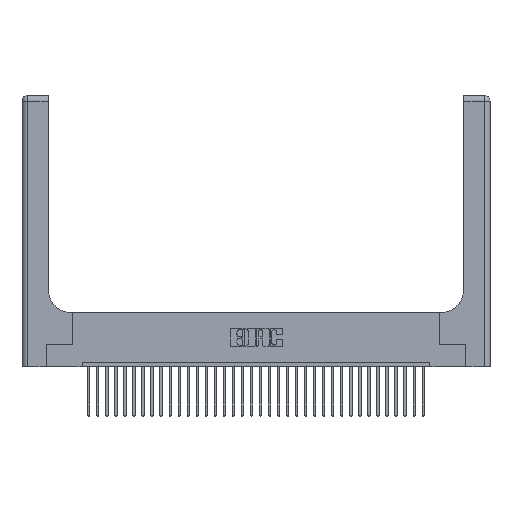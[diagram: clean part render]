
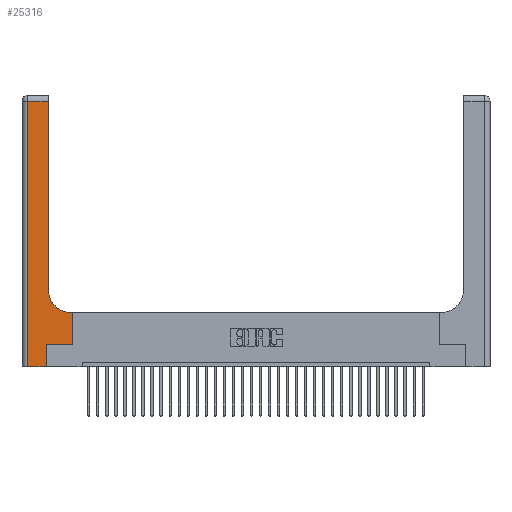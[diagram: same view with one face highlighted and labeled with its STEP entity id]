
A CAD part, top view. The second image highlights one B-rep face of the part: STEP entity #25316.
In plain terms, the highlighted planar face has unit normal (0, 0, 1).
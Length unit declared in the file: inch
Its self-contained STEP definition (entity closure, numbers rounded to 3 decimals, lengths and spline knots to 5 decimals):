
#101 = EDGE_CURVE ( 'NONE', #32053, #6512, #22694, .T. ) ;
#654 = CARTESIAN_POINT ( 'NONE',  ( 0.2915, 2.94, 0.37 ) ) ;
#726 = CARTESIAN_POINT ( 'NONE',  ( 0.269, 0.25, 0.37 ) ) ;
#995 = EDGE_CURVE ( 'NONE', #6512, #27792, #18500, .T. ) ;
#1219 = ORIENTED_EDGE ( 'NONE', *, *, #25643, .T. ) ;
#1875 = VECTOR ( 'NONE', #14544, 39.37008 ) ;
#2765 = DIRECTION ( 'NONE',  ( -1., 0., 0. ) ) ;
#3275 = CARTESIAN_POINT ( 'NONE',  ( 0.5585, 0.6, 0.37 ) ) ;
#3450 = CARTESIAN_POINT ( 'NONE',  ( 0.06, 2.94, 0.37 ) ) ;
#3795 = ORIENTED_EDGE ( 'NONE', *, *, #19057, .T. ) ;
#4009 = VERTEX_POINT ( 'NONE', #8629 ) ;
#6261 = EDGE_CURVE ( 'NONE', #4009, #11619, #7326, .T. ) ;
#6512 = VERTEX_POINT ( 'NONE', #12582 ) ;
#7053 = CARTESIAN_POINT ( 'NONE',  ( 0.06, 3., 0.37 ) ) ;
#7326 = LINE ( 'NONE', #21631, #18932 ) ;
#7404 = VECTOR ( 'NONE', #8709, 39.37008 ) ;
#8134 = AXIS2_PLACEMENT_3D ( 'NONE', #27499, #14991, #17657 ) ;
#8629 = CARTESIAN_POINT ( 'NONE',  ( 0.2915, 0.85, 0.37 ) ) ;
#8709 = DIRECTION ( 'NONE',  ( 0., 1., 0. ) ) ;
#9159 = EDGE_CURVE ( 'NONE', #27518, #19680, #26292, .T. ) ;
#9465 = LINE ( 'NONE', #24666, #7404 ) ;
#10965 = CARTESIAN_POINT ( 'NONE',  ( 0.5415, 0.85, 0.37 ) ) ;
#11193 = DIRECTION ( 'NONE',  ( 1., 0., 0. ) ) ;
#11619 = VERTEX_POINT ( 'NONE', #654 ) ;
#12002 = CARTESIAN_POINT ( 'NONE',  ( 0.269, 0., 0.37 ) ) ;
#12582 = CARTESIAN_POINT ( 'NONE',  ( 0.269, 0., 0.37 ) ) ;
#12600 = AXIS2_PLACEMENT_3D ( 'NONE', #10965, #13948, #29373 ) ;
#12736 = ORIENTED_EDGE ( 'NONE', *, *, #9159, .T. ) ;
#13948 = DIRECTION ( 'NONE',  ( 0., 0., -1. ) ) ;
#14457 = CARTESIAN_POINT ( 'NONE',  ( 0.5585, 0.25, 0.37 ) ) ;
#14544 = DIRECTION ( 'NONE',  ( 0., 1., 0. ) ) ;
#14553 = LINE ( 'NONE', #726, #32359 ) ;
#14672 = EDGE_CURVE ( 'NONE', #26078, #27518, #9465, .T. ) ;
#14991 = DIRECTION ( 'NONE',  ( 0., 0., -1. ) ) ;
#15174 = LINE ( 'NONE', #7053, #32123 ) ;
#15682 = VECTOR ( 'NONE', #32769, 39.37008 ) ;
#16355 = EDGE_CURVE ( 'NONE', #17214, #32053, #15174, .T. ) ;
#17214 = VERTEX_POINT ( 'NONE', #3450 ) ;
#17300 = CARTESIAN_POINT ( 'NONE',  ( 0.269, 0.25, 0.37 ) ) ;
#17570 = CARTESIAN_POINT ( 'NONE',  ( 0.2915, 0.6, 0.37 ) ) ;
#17583 = ORIENTED_EDGE ( 'NONE', *, *, #6261, .T. ) ;
#17657 = DIRECTION ( 'NONE',  ( -1., 0., 0. ) ) ;
#18500 = LINE ( 'NONE', #12002, #1875 ) ;
#18652 = CIRCLE ( 'NONE', #12600, 0.25 ) ;
#18932 = VECTOR ( 'NONE', #26966, 39.37008 ) ;
#19057 = EDGE_CURVE ( 'NONE', #27792, #26078, #14553, .T. ) ;
#19133 = CARTESIAN_POINT ( 'NONE',  ( 0., 0., 0.37 ) ) ;
#19431 = ORIENTED_EDGE ( 'NONE', *, *, #16355, .T. ) ;
#19598 = LINE ( 'NONE', #23868, #30354 ) ;
#19673 = VECTOR ( 'NONE', #20447, 39.37008 ) ;
#19680 = VERTEX_POINT ( 'NONE', #21329 ) ;
#20447 = DIRECTION ( 'NONE',  ( -1., 0., 0. ) ) ;
#20455 = DIRECTION ( 'NONE',  ( 0., -1., 0. ) ) ;
#21329 = CARTESIAN_POINT ( 'NONE',  ( 0.5415, 0.6, 0.37 ) ) ;
#21631 = CARTESIAN_POINT ( 'NONE',  ( 0.2915, 3., 0.37 ) ) ;
#22129 = ORIENTED_EDGE ( 'NONE', *, *, #22876, .T. ) ;
#22694 = LINE ( 'NONE', #19133, #15682 ) ;
#22876 = EDGE_CURVE ( 'NONE', #11619, #17214, #19598, .T. ) ;
#22948 = ORIENTED_EDGE ( 'NONE', *, *, #101, .T. ) ;
#23868 = CARTESIAN_POINT ( 'NONE',  ( 0., 2.94, 0.37 ) ) ;
#24666 = CARTESIAN_POINT ( 'NONE',  ( 0.5585, 0.25, 0.37 ) ) ;
#25193 = PLANE ( 'NONE',  #8134 ) ;
#25316 = ADVANCED_FACE ( 'NONE', ( #29004 ), #25193, .F. ) ;
#25643 = EDGE_CURVE ( 'NONE', #19680, #4009, #18652, .T. ) ;
#26078 = VERTEX_POINT ( 'NONE', #14457 ) ;
#26169 = CARTESIAN_POINT ( 'NONE',  ( 0.06, 0., 0.37 ) ) ;
#26292 = LINE ( 'NONE', #17570, #19673 ) ;
#26966 = DIRECTION ( 'NONE',  ( 0., 1., 0. ) ) ;
#27499 = CARTESIAN_POINT ( 'NONE',  ( 0., 3., 0.37 ) ) ;
#27518 = VERTEX_POINT ( 'NONE', #3275 ) ;
#27792 = VERTEX_POINT ( 'NONE', #17300 ) ;
#27913 = ORIENTED_EDGE ( 'NONE', *, *, #995, .T. ) ;
#28426 = EDGE_LOOP ( 'NONE', ( #17583, #22129, #19431, #22948, #27913, #3795, #32366, #12736, #1219 ) ) ;
#29004 = FACE_OUTER_BOUND ( 'NONE', #28426, .T. ) ;
#29373 = DIRECTION ( 'NONE',  ( 1., 0., 0. ) ) ;
#30354 = VECTOR ( 'NONE', #2765, 39.37008 ) ;
#32053 = VERTEX_POINT ( 'NONE', #26169 ) ;
#32123 = VECTOR ( 'NONE', #20455, 39.37008 ) ;
#32359 = VECTOR ( 'NONE', #11193, 39.37008 ) ;
#32366 = ORIENTED_EDGE ( 'NONE', *, *, #14672, .T. ) ;
#32769 = DIRECTION ( 'NONE',  ( 1., 0., 0. ) ) ;
